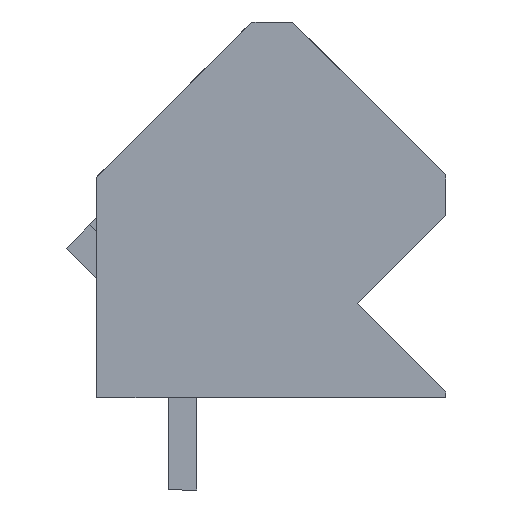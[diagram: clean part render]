
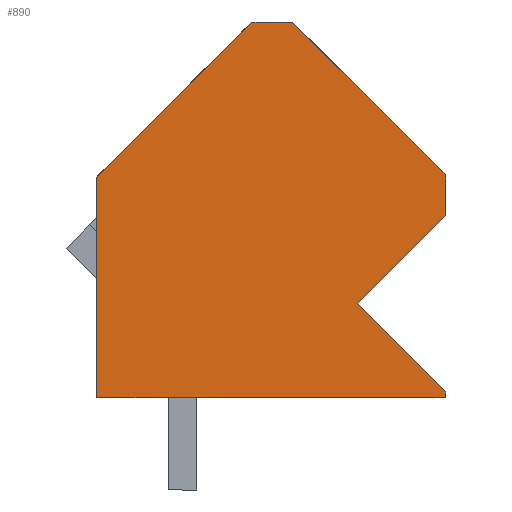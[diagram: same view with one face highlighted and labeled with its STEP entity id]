
A CAD part, left-side view. The second image highlights one B-rep face of the part: STEP entity #890.
In plain terms, the highlighted planar face has unit normal (-1, 0, 0).
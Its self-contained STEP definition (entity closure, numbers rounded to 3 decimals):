
#839=AXIS2_PLACEMENT_3D('Plane Axis2P3D',#836,#837,#838) ;
#255=CARTESIAN_POINT('Vertex',(0.,5.303,16.228)) ;
#258=CARTESIAN_POINT('Line Origine',(0.,2.651,13.577)) ;
#262=CARTESIAN_POINT('Vertex',(0.,0.,10.925)) ;
#591=CARTESIAN_POINT('Vertex',(0.,12.092,10.853)) ;
#594=CARTESIAN_POINT('Line Origine',(0.,9.405,13.541)) ;
#598=CARTESIAN_POINT('Vertex',(0.,6.717,16.228)) ;
#817=CARTESIAN_POINT('Line Origine',(0.,0.,10.218)) ;
#821=CARTESIAN_POINT('Vertex',(0.,0.,9.511)) ;
#836=CARTESIAN_POINT('Axis2P3D Location',(0.,13.152,0.)) ;
#841=CARTESIAN_POINT('Line Origine',(0.,6.046,3.2)) ;
#845=CARTESIAN_POINT('Vertex',(0.,12.092,3.2)) ;
#847=CARTESIAN_POINT('Vertex',(0.,0.,3.2)) ;
#850=CARTESIAN_POINT('Line Origine',(0.,0.,3.3)) ;
#854=CARTESIAN_POINT('Vertex',(0.,0.,3.4)) ;
#857=CARTESIAN_POINT('Line Origine',(0.,1.527,4.928)) ;
#861=CARTESIAN_POINT('Vertex',(0.,3.055,6.455)) ;
#864=CARTESIAN_POINT('Line Origine',(0.,1.527,7.983)) ;
#869=CARTESIAN_POINT('Line Origine',(0.,6.01,16.228)) ;
#874=CARTESIAN_POINT('Line Origine',(0.,12.092,7.027)) ;
#259=DIRECTION('Vector Direction',(0.,0.707,0.707)) ;
#595=DIRECTION('Vector Direction',(0.,0.707,-0.707)) ;
#818=DIRECTION('Vector Direction',(0.,0.,1.)) ;
#837=DIRECTION('Axis2P3D Direction',(-1.,0.,0.)) ;
#838=DIRECTION('Axis2P3D XDirection',(0.,-1.,0.)) ;
#842=DIRECTION('Vector Direction',(0.,-1.,0.)) ;
#851=DIRECTION('Vector Direction',(0.,0.,1.)) ;
#858=DIRECTION('Vector Direction',(0.,0.707,0.707)) ;
#865=DIRECTION('Vector Direction',(0.,-0.707,0.707)) ;
#870=DIRECTION('Vector Direction',(0.,1.,0.)) ;
#875=DIRECTION('Vector Direction',(0.,0.,-1.)) ;
#260=VECTOR('Line Direction',#259,1.) ;
#596=VECTOR('Line Direction',#595,1.) ;
#819=VECTOR('Line Direction',#818,1.) ;
#843=VECTOR('Line Direction',#842,1.) ;
#852=VECTOR('Line Direction',#851,1.) ;
#859=VECTOR('Line Direction',#858,1.) ;
#866=VECTOR('Line Direction',#865,1.) ;
#871=VECTOR('Line Direction',#870,1.) ;
#876=VECTOR('Line Direction',#875,1.) ;
#880=ORIENTED_EDGE('',*,*,#849,.T.) ;
#881=ORIENTED_EDGE('',*,*,#856,.T.) ;
#882=ORIENTED_EDGE('',*,*,#863,.T.) ;
#883=ORIENTED_EDGE('',*,*,#868,.T.) ;
#884=ORIENTED_EDGE('',*,*,#823,.T.) ;
#885=ORIENTED_EDGE('',*,*,#264,.T.) ;
#886=ORIENTED_EDGE('',*,*,#873,.T.) ;
#887=ORIENTED_EDGE('',*,*,#600,.T.) ;
#888=ORIENTED_EDGE('',*,*,#878,.T.) ;
#890=ADVANCED_FACE('HOUSING',(#889),#840,.T.) ;
#264=EDGE_CURVE('',#263,#256,#261,.T.) ;
#600=EDGE_CURVE('',#599,#592,#597,.T.) ;
#823=EDGE_CURVE('',#822,#263,#820,.T.) ;
#849=EDGE_CURVE('',#846,#848,#844,.T.) ;
#856=EDGE_CURVE('',#848,#855,#853,.T.) ;
#863=EDGE_CURVE('',#855,#862,#860,.T.) ;
#868=EDGE_CURVE('',#862,#822,#867,.T.) ;
#873=EDGE_CURVE('',#256,#599,#872,.T.) ;
#878=EDGE_CURVE('',#592,#846,#877,.T.) ;
#879=EDGE_LOOP('',(#880,#881,#882,#883,#884,#885,#886,#887,#888)) ;
#889=FACE_OUTER_BOUND('',#879,.T.) ;
#261=LINE('Line',#258,#260) ;
#597=LINE('Line',#594,#596) ;
#820=LINE('Line',#817,#819) ;
#844=LINE('Line',#841,#843) ;
#853=LINE('Line',#850,#852) ;
#860=LINE('Line',#857,#859) ;
#867=LINE('Line',#864,#866) ;
#872=LINE('Line',#869,#871) ;
#877=LINE('Line',#874,#876) ;
#840=PLANE('',#839) ;
#256=VERTEX_POINT('',#255) ;
#263=VERTEX_POINT('',#262) ;
#592=VERTEX_POINT('',#591) ;
#599=VERTEX_POINT('',#598) ;
#822=VERTEX_POINT('',#821) ;
#846=VERTEX_POINT('',#845) ;
#848=VERTEX_POINT('',#847) ;
#855=VERTEX_POINT('',#854) ;
#862=VERTEX_POINT('',#861) ;
